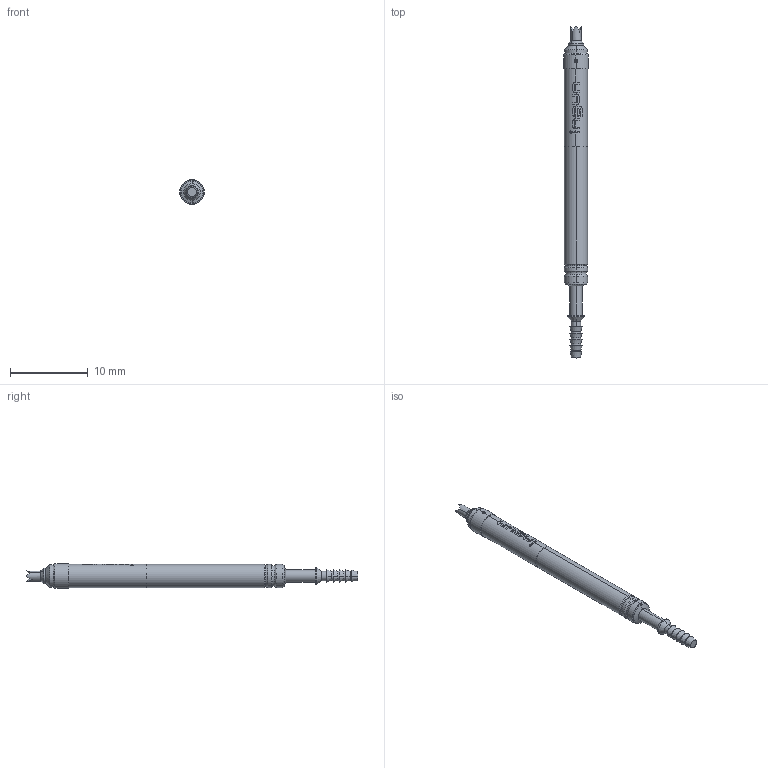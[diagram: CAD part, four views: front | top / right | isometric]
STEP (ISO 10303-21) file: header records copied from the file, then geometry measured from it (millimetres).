
FILE_DESCRIPTION (( 'STEP AP203' ), '1' );
FILE_NAME ('INGUN_PKS-300_204_130_R_xx02_BH.STEP', '2022-03-03T13:38:33', ( 'ochi' ), ( '' ), 'SwSTEP 2.0', 'SolidWorks 2018', '' );
FILE_SCHEMA (( 'CONFIG_CONTROL_DESIGN' ));
Length unit declared in the file: millimetre
Products named in the file (1): INGUN_PKS-300_204_130_R_xx02_BH
Bounding box: 3.2 x 42.7 x 3.2 mm (x, y, z)
Volume: 234 mm3; surface area: 361.5 mm2
Topology: 1 solids, 1 shells, 173 faces, 428 edges, 269 vertices
Faces by surface type: plane 56, cylinder 53, bspline 36, cone 20, torus 8
Entity records: 6899 total; most frequent: CARTESIAN_POINT 3267, ORIENTED_EDGE 856, DIRECTION 550, EDGE_CURVE 428, VERTEX_POINT 269, B_SPLINE_CURVE_WITH_KNOTS 242, AXIS2_PLACEMENT_3D 234, EDGE_LOOP 185
